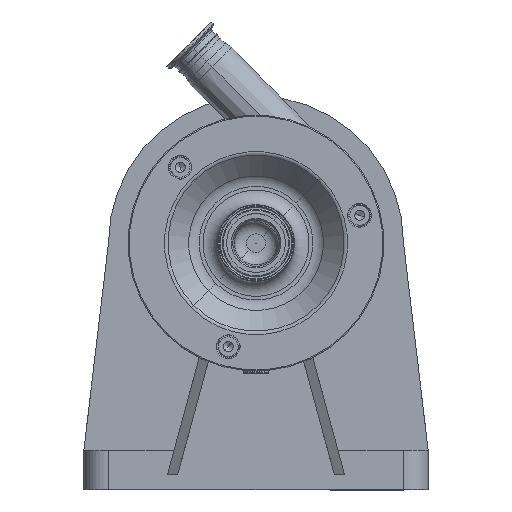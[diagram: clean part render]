
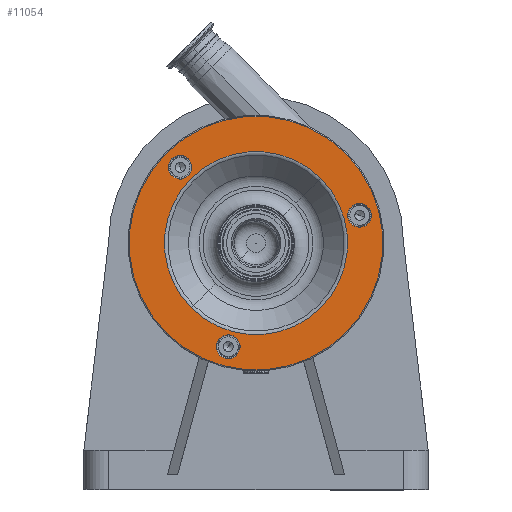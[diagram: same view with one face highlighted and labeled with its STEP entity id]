
A CAD part, top view. The second image highlights one B-rep face of the part: STEP entity #11054.
In plain terms, the highlighted planar face has unit normal (0, 0, 1).
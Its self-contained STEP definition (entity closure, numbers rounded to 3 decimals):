
#3 = DIRECTION ( 'NONE',  ( 0., 0., -1. ) ) ;
#240 = CARTESIAN_POINT ( 'NONE',  ( -28.211, 144.714, 93.5 ) ) ;
#469 = AXIS2_PLACEMENT_3D ( 'NONE', #4159, #2744, #5204 ) ;
#528 = CARTESIAN_POINT ( 'NONE',  ( 0., 250., 93.5 ) ) ;
#873 = ORIENTED_EDGE ( 'NONE', *, *, #11007, .T. ) ;
#1079 = CARTESIAN_POINT ( 'NONE',  ( -91.217, 341.217, 93.5 ) ) ;
#1123 = EDGE_CURVE ( 'NONE', #9574, #9072, #8517, .T. ) ;
#1205 = DIRECTION ( 'NONE',  ( 0., 0., -1. ) ) ;
#1687 = DIRECTION ( 'NONE',  ( 0., 0., -1. ) ) ;
#2026 = VERTEX_POINT ( 'NONE', #2382 ) ;
#2347 = CARTESIAN_POINT ( 'NONE',  ( -19.726, 153.199, 93.5 ) ) ;
#2382 = CARTESIAN_POINT ( 'NONE',  ( -36.697, 136.229, 93.5 ) ) ;
#2386 = FACE_OUTER_BOUND ( 'NONE', #14572, .T. ) ;
#2665 = VERTEX_POINT ( 'NONE', #6469 ) ;
#2744 = DIRECTION ( 'NONE',  ( 0., 0., -1. ) ) ;
#3055 = VERTEX_POINT ( 'NONE', #12268 ) ;
#3261 = DIRECTION ( 'NONE',  ( -0.707, -0.707, 0. ) ) ;
#3553 = EDGE_CURVE ( 'NONE', #4626, #3055, #14421, .T. ) ;
#3644 = CIRCLE ( 'NONE', #13201, 12. ) ;
#4159 = CARTESIAN_POINT ( 'NONE',  ( 0., 250., 93.5 ) ) ;
#4323 = EDGE_CURVE ( 'NONE', #18245, #2026, #14150, .T. ) ;
#4354 = CARTESIAN_POINT ( 'NONE',  ( -65.811, 184.189, 93.5 ) ) ;
#4626 = VERTEX_POINT ( 'NONE', #5827 ) ;
#4826 = ORIENTED_EDGE ( 'NONE', *, *, #7692, .T. ) ;
#5204 = DIRECTION ( 'NONE',  ( -0.707, -0.707, 0. ) ) ;
#5308 = DIRECTION ( 'NONE',  ( -0.707, -0.707, 0. ) ) ;
#5530 = DIRECTION ( 'NONE',  ( -0.707, -0.707, 0. ) ) ;
#5615 = ORIENTED_EDGE ( 'NONE', *, *, #4323, .T. ) ;
#5676 = CARTESIAN_POINT ( 'NONE',  ( 105.286, 278.211, 93.5 ) ) ;
#5827 = CARTESIAN_POINT ( 'NONE',  ( 91.217, 341.217, 93.5 ) ) ;
#5963 = DIRECTION ( 'NONE',  ( 0., 0., -1. ) ) ;
#6469 = CARTESIAN_POINT ( 'NONE',  ( -85.56, 318.589, 93.5 ) ) ;
#6555 = CARTESIAN_POINT ( 'NONE',  ( 0., 250., 93.5 ) ) ;
#6571 = ORIENTED_EDGE ( 'NONE', *, *, #15299, .F. ) ;
#6736 = DIRECTION ( 'NONE',  ( 0., 0., -1. ) ) ;
#6779 = DIRECTION ( 'NONE',  ( 0., 0., -1. ) ) ;
#7086 = ORIENTED_EDGE ( 'NONE', *, *, #3553, .F. ) ;
#7439 = VERTEX_POINT ( 'NONE', #10286 ) ;
#7692 = EDGE_CURVE ( 'NONE', #2665, #7439, #18371, .T. ) ;
#8177 = EDGE_LOOP ( 'NONE', ( #11738, #4826 ) ) ;
#8517 = CIRCLE ( 'NONE', #469, 93.071 ) ;
#8680 = CARTESIAN_POINT ( 'NONE',  ( 105.286, 278.211, 93.5 ) ) ;
#8779 = CARTESIAN_POINT ( 'NONE',  ( -28.211, 144.714, 93.5 ) ) ;
#8949 = CARTESIAN_POINT ( 'NONE',  ( 65.811, 315.811, 93.5 ) ) ;
#9072 = VERTEX_POINT ( 'NONE', #4354 ) ;
#9077 = AXIS2_PLACEMENT_3D ( 'NONE', #5676, #10977, #5308 ) ;
#9118 = DIRECTION ( 'NONE',  ( -0.707, -0.707, 0. ) ) ;
#9478 = EDGE_CURVE ( 'NONE', #16766, #10959, #10535, .T. ) ;
#9574 = VERTEX_POINT ( 'NONE', #8949 ) ;
#9725 = DIRECTION ( 'NONE',  ( -0.707, -0.707, 0. ) ) ;
#9841 = AXIS2_PLACEMENT_3D ( 'NONE', #528, #10698, #9118 ) ;
#10081 = DIRECTION ( 'NONE',  ( -0.707, -0.707, 0. ) ) ;
#10286 = CARTESIAN_POINT ( 'NONE',  ( -68.589, 335.56, 93.5 ) ) ;
#10535 = CIRCLE ( 'NONE', #12318, 12. ) ;
#10566 = AXIS2_PLACEMENT_3D ( 'NONE', #1079, #6779, #16891 ) ;
#10698 = DIRECTION ( 'NONE',  ( 0., 0., -1. ) ) ;
#10889 = CARTESIAN_POINT ( 'NONE',  ( 113.771, 286.697, 93.5 ) ) ;
#10959 = VERTEX_POINT ( 'NONE', #10889 ) ;
#10977 = DIRECTION ( 'NONE',  ( 0., 0., -1. ) ) ;
#10997 = EDGE_LOOP ( 'NONE', ( #873, #17831 ) ) ;
#11007 = EDGE_CURVE ( 'NONE', #10959, #16766, #16847, .T. ) ;
#11054 = ADVANCED_FACE ( 'NONE', ( #16699, #18292, #11168, #2386, #13888 ), #15562, .F. ) ;
#11061 = EDGE_LOOP ( 'NONE', ( #14297, #13416 ) ) ;
#11168 = FACE_BOUND ( 'NONE', #8177, .T. ) ;
#11308 = CARTESIAN_POINT ( 'NONE',  ( 0., 250., 93.5 ) ) ;
#11738 = ORIENTED_EDGE ( 'NONE', *, *, #16499, .T. ) ;
#11829 = ORIENTED_EDGE ( 'NONE', *, *, #15769, .T. ) ;
#12268 = CARTESIAN_POINT ( 'NONE',  ( -91.217, 158.783, 93.5 ) ) ;
#12318 = AXIS2_PLACEMENT_3D ( 'NONE', #8680, #14195, #10081 ) ;
#13008 = DIRECTION ( 'NONE',  ( -0.707, -0.707, 0. ) ) ;
#13138 = DIRECTION ( 'NONE',  ( -0.707, -0.707, 0. ) ) ;
#13201 = AXIS2_PLACEMENT_3D ( 'NONE', #17041, #13864, #16958 ) ;
#13416 = ORIENTED_EDGE ( 'NONE', *, *, #1123, .T. ) ;
#13864 = DIRECTION ( 'NONE',  ( 0., 0., -1. ) ) ;
#13888 = FACE_BOUND ( 'NONE', #11061, .T. ) ;
#14150 = CIRCLE ( 'NONE', #14460, 12. ) ;
#14195 = DIRECTION ( 'NONE',  ( 0., 0., -1. ) ) ;
#14297 = ORIENTED_EDGE ( 'NONE', *, *, #18298, .T. ) ;
#14359 = CIRCLE ( 'NONE', #16757, 12. ) ;
#14421 = CIRCLE ( 'NONE', #17719, 129. ) ;
#14451 = AXIS2_PLACEMENT_3D ( 'NONE', #11308, #3, #13008 ) ;
#14460 = AXIS2_PLACEMENT_3D ( 'NONE', #240, #5963, #13138 ) ;
#14572 = EDGE_LOOP ( 'NONE', ( #6571, #7086 ) ) ;
#14680 = CARTESIAN_POINT ( 'NONE',  ( 96.801, 269.726, 93.5 ) ) ;
#15299 = EDGE_CURVE ( 'NONE', #3055, #4626, #17920, .T. ) ;
#15353 = CIRCLE ( 'NONE', #14451, 93.071 ) ;
#15562 = PLANE ( 'NONE',  #10566 ) ;
#15769 = EDGE_CURVE ( 'NONE', #2026, #18245, #14359, .T. ) ;
#15958 = AXIS2_PLACEMENT_3D ( 'NONE', #17097, #1205, #5530 ) ;
#16499 = EDGE_CURVE ( 'NONE', #7439, #2665, #3644, .T. ) ;
#16699 = FACE_BOUND ( 'NONE', #10997, .T. ) ;
#16757 = AXIS2_PLACEMENT_3D ( 'NONE', #8779, #1687, #3261 ) ;
#16766 = VERTEX_POINT ( 'NONE', #14680 ) ;
#16847 = CIRCLE ( 'NONE', #9077, 12. ) ;
#16887 = EDGE_LOOP ( 'NONE', ( #5615, #11829 ) ) ;
#16891 = DIRECTION ( 'NONE',  ( -0.707, -0.707, 0. ) ) ;
#16958 = DIRECTION ( 'NONE',  ( -0.707, -0.707, 0. ) ) ;
#17041 = CARTESIAN_POINT ( 'NONE',  ( -77.075, 327.075, 93.5 ) ) ;
#17097 = CARTESIAN_POINT ( 'NONE',  ( -77.075, 327.075, 93.5 ) ) ;
#17719 = AXIS2_PLACEMENT_3D ( 'NONE', #6555, #6736, #9725 ) ;
#17831 = ORIENTED_EDGE ( 'NONE', *, *, #9478, .T. ) ;
#17920 = CIRCLE ( 'NONE', #9841, 129. ) ;
#18245 = VERTEX_POINT ( 'NONE', #2347 ) ;
#18292 = FACE_BOUND ( 'NONE', #16887, .T. ) ;
#18298 = EDGE_CURVE ( 'NONE', #9072, #9574, #15353, .T. ) ;
#18371 = CIRCLE ( 'NONE', #15958, 12. ) ;
